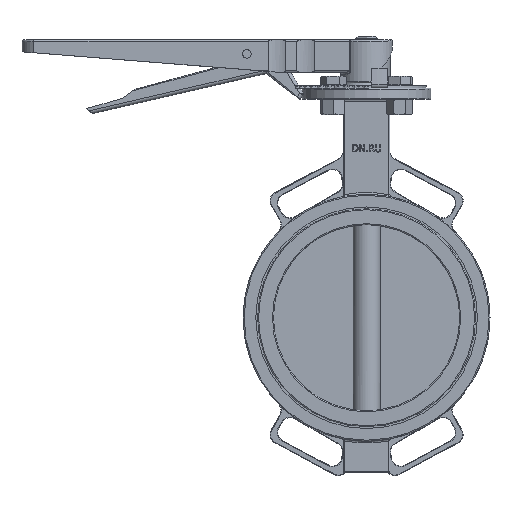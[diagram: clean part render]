
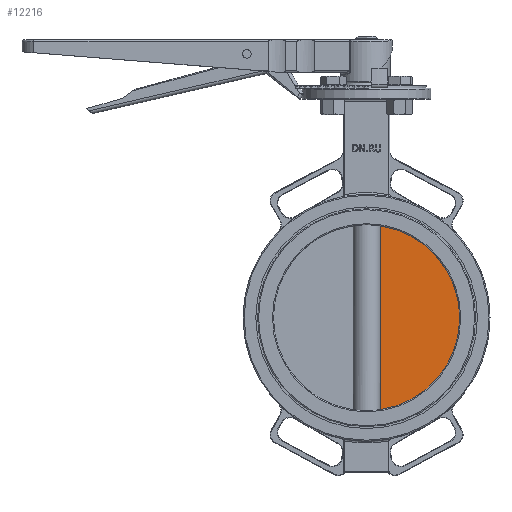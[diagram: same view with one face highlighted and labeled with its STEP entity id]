
A CAD part, top view. The second image highlights one B-rep face of the part: STEP entity #12216.
In plain terms, the highlighted planar face has unit normal (0, 0, 1).
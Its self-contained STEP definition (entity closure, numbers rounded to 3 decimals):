
#375=PLANE('',#13468);
#1659=FACE_OUTER_BOUND('',#2380,.T.);
#2380=EDGE_LOOP('',(#9794,#9795));
#3172=LINE('',#20875,#4059);
#4059=VECTOR('',#15911,10.);
#4900=CIRCLE('',#13410,100.);
#5724=VERTEX_POINT('',#20741);
#5725=VERTEX_POINT('',#20764);
#7147=EDGE_CURVE('',#5724,#5725,#4900,.T.);
#7187=EDGE_CURVE('',#5724,#5725,#3172,.T.);
#9794=ORIENTED_EDGE('',*,*,#7187,.T.);
#9795=ORIENTED_EDGE('',*,*,#7147,.F.);
#12216=ADVANCED_FACE('',(#1659),#375,.T.);
#13410=AXIS2_PLACEMENT_3D('',#20765,#15785,#15786);
#13468=AXIS2_PLACEMENT_3D('',#20882,#15921,#15922);
#15785=DIRECTION('center_axis',(0.,0.,-1.));
#15786=DIRECTION('ref_axis',(1.,0.,0.));
#15911=DIRECTION('',(0.,-1.,0.));
#15921=DIRECTION('center_axis',(0.,0.,1.));
#15922=DIRECTION('ref_axis',(1.,0.,0.));
#20741=CARTESIAN_POINT('',(14.586,98.931,3.5));
#20764=CARTESIAN_POINT('',(14.586,-98.931,3.5));
#20765=CARTESIAN_POINT('Origin',(0.,0.,3.5));
#20875=CARTESIAN_POINT('',(14.586,246.5,3.5));
#20882=CARTESIAN_POINT('Origin',(0.,0.,3.5));
